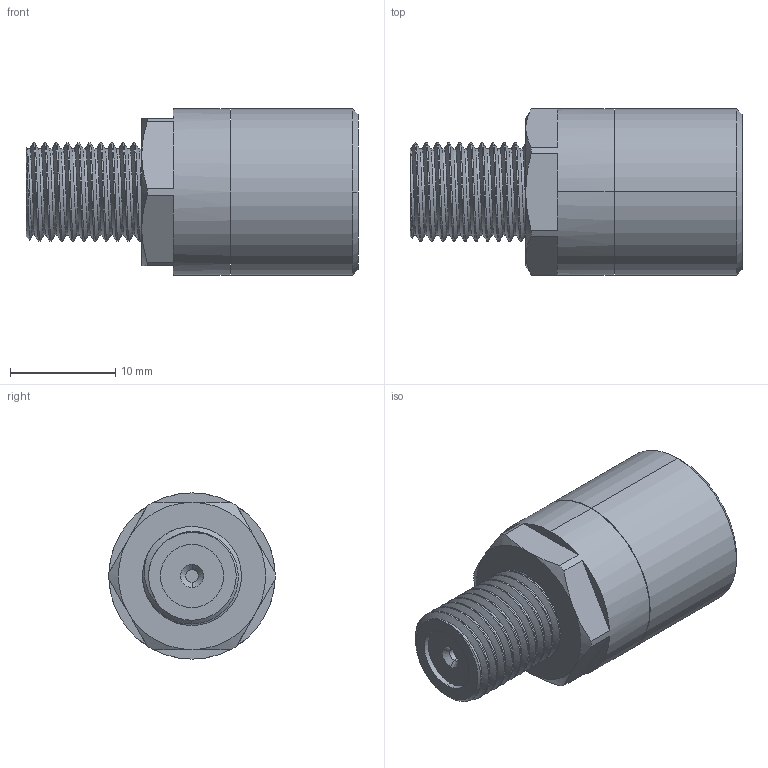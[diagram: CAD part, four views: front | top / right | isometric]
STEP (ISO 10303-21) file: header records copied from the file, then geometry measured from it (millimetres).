
FILE_DESCRIPTION (( 'STEP AP214' ), '1' );
FILE_NAME ('FMTR1195_3D.step', '2025-07-21T19:28:05', ( '' ), ( '' ), 'SwSTEP 2.0', 'SolidWorks 2022', '' );
FILE_SCHEMA (( 'AUTOMOTIVE_DESIGN' ));
Length unit declared in the file: inch
Products named in the file (1): FMTR1195_3D
Bounding box: 31.55 x 15.8 x 15.8 mm (x, y, z)
Volume: 4585.2 mm3; surface area: 2030.2 mm2
Topology: 1 solids, 1 shells, 66 faces, 169 edges, 110 vertices
Faces by surface type: cylinder 31, plane 19, cone 13, bspline 3
Entity records: 4319 total; most frequent: CARTESIAN_POINT 2818, ORIENTED_EDGE 338, DIRECTION 278, EDGE_CURVE 169, AXIS2_PLACEMENT_3D 112, VERTEX_POINT 110, EDGE_LOOP 71, ADVANCED_FACE 66
